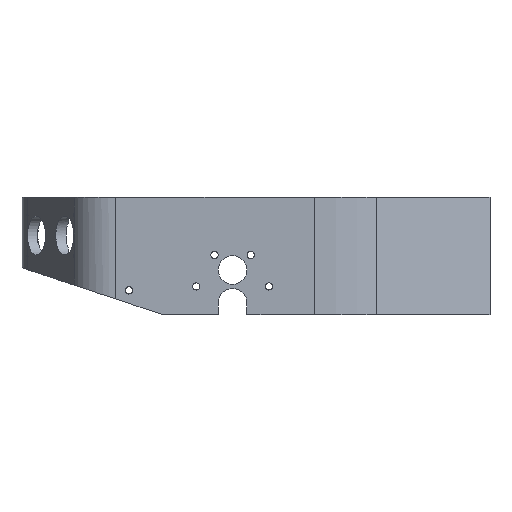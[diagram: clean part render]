
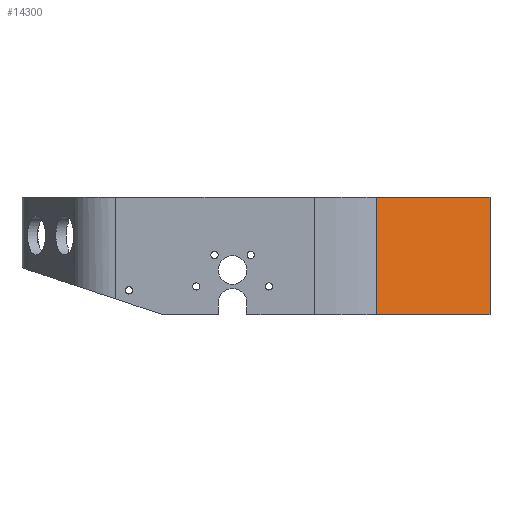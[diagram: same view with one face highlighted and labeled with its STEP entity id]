
A CAD part, left-side view. The second image highlights one B-rep face of the part: STEP entity #14300.
In plain terms, the highlighted planar face has unit normal (-0.897, -0.441, 0).
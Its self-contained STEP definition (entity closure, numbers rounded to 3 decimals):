
#1515 = PLANE('',#1516);
#1516 = AXIS2_PLACEMENT_3D('',#1517,#1518,#1519);
#1517 = CARTESIAN_POINT('',(-50.441,5.858,55.));
#1518 = DIRECTION('',(0.,0.,1.));
#1519 = DIRECTION('',(1.,0.,0.));
#5519 = VERTEX_POINT('',#5520);
#5520 = CARTESIAN_POINT('',(-93.851,-51.46,55.));
#5535 = CYLINDRICAL_SURFACE('',#5536,60.);
#5536 = AXIS2_PLACEMENT_3D('',#5537,#5538,#5539);
#5537 = CARTESIAN_POINT('',(-40.,-25.,5.));
#5538 = DIRECTION('',(-0.,-0.,-1.));
#5539 = DIRECTION('',(1.,0.,0.));
#5547 = EDGE_CURVE('',#5519,#5548,#5550,.T.);
#5548 = VERTEX_POINT('',#5549);
#5549 = CARTESIAN_POINT('',(-70.,-100.,55.));
#5550 = SURFACE_CURVE('',#5551,(#5555,#5562),.PCURVE_S1.);
#5551 = LINE('',#5552,#5553);
#5552 = CARTESIAN_POINT('',(-93.851,-51.46,55.));
#5553 = VECTOR('',#5554,1.);
#5554 = DIRECTION('',(0.441,-0.898,0.));
#5555 = PCURVE('',#1515,#5556);
#5556 = DEFINITIONAL_REPRESENTATION('',(#5557),#5561);
#5557 = LINE('',#5558,#5559);
#5558 = CARTESIAN_POINT('',(-43.409,-57.318));
#5559 = VECTOR('',#5560,1.);
#5560 = DIRECTION('',(0.441,-0.898));
#5561 = ( GEOMETRIC_REPRESENTATION_CONTEXT(2) 
PARAMETRIC_REPRESENTATION_CONTEXT() REPRESENTATION_CONTEXT('2D SPACE',''
  ) );
#5562 = PCURVE('',#5563,#5568);
#5563 = PLANE('',#5564);
#5564 = AXIS2_PLACEMENT_3D('',#5565,#5566,#5567);
#5565 = CARTESIAN_POINT('',(-93.851,-51.46,5.));
#5566 = DIRECTION('',(0.898,0.441,0.));
#5567 = DIRECTION('',(0.441,-0.898,0.));
#5568 = DEFINITIONAL_REPRESENTATION('',(#5569),#5573);
#5569 = LINE('',#5570,#5571);
#5570 = CARTESIAN_POINT('',(0.,-50.));
#5571 = VECTOR('',#5572,1.);
#5572 = DIRECTION('',(1.,0.));
#5573 = ( GEOMETRIC_REPRESENTATION_CONTEXT(2) 
PARAMETRIC_REPRESENTATION_CONTEXT() REPRESENTATION_CONTEXT('2D SPACE',''
  ) );
#5591 = PLANE('',#5592);
#5592 = AXIS2_PLACEMENT_3D('',#5593,#5594,#5595);
#5593 = CARTESIAN_POINT('',(-70.,-100.,5.));
#5594 = DIRECTION('',(0.,1.,0.));
#5595 = DIRECTION('',(1.,0.,0.));
#12677 = PLANE('',#12678);
#12678 = AXIS2_PLACEMENT_3D('',#12679,#12680,#12681);
#12679 = CARTESIAN_POINT('',(-50.441,5.858,5.));
#12680 = DIRECTION('',(0.,0.,1.));
#12681 = DIRECTION('',(1.,0.,0.));
#14150 = EDGE_CURVE('',#14151,#5548,#14153,.T.);
#14151 = VERTEX_POINT('',#14152);
#14152 = CARTESIAN_POINT('',(-70.,-100.,5.));
#14153 = SURFACE_CURVE('',#14154,(#14158,#14165),.PCURVE_S1.);
#14154 = LINE('',#14155,#14156);
#14155 = CARTESIAN_POINT('',(-70.,-100.,5.));
#14156 = VECTOR('',#14157,1.);
#14157 = DIRECTION('',(0.,0.,1.));
#14158 = PCURVE('',#5591,#14159);
#14159 = DEFINITIONAL_REPRESENTATION('',(#14160),#14164);
#14160 = LINE('',#14161,#14162);
#14161 = CARTESIAN_POINT('',(0.,0.));
#14162 = VECTOR('',#14163,1.);
#14163 = DIRECTION('',(0.,-1.));
#14164 = ( GEOMETRIC_REPRESENTATION_CONTEXT(2) 
PARAMETRIC_REPRESENTATION_CONTEXT() REPRESENTATION_CONTEXT('2D SPACE',''
  ) );
#14165 = PCURVE('',#5563,#14166);
#14166 = DEFINITIONAL_REPRESENTATION('',(#14167),#14171);
#14167 = LINE('',#14168,#14169);
#14168 = CARTESIAN_POINT('',(54.083,0.));
#14169 = VECTOR('',#14170,1.);
#14170 = DIRECTION('',(0.,-1.));
#14171 = ( GEOMETRIC_REPRESENTATION_CONTEXT(2) 
PARAMETRIC_REPRESENTATION_CONTEXT() REPRESENTATION_CONTEXT('2D SPACE',''
  ) );
#14300 = ADVANCED_FACE('',(#14301),#5563,.F.);
#14301 = FACE_BOUND('',#14302,.F.);
#14302 = EDGE_LOOP('',(#14303,#14326,#14327,#14328));
#14303 = ORIENTED_EDGE('',*,*,#14304,.T.);
#14304 = EDGE_CURVE('',#14305,#5519,#14307,.T.);
#14305 = VERTEX_POINT('',#14306);
#14306 = CARTESIAN_POINT('',(-93.851,-51.46,5.));
#14307 = SURFACE_CURVE('',#14308,(#14312,#14319),.PCURVE_S1.);
#14308 = LINE('',#14309,#14310);
#14309 = CARTESIAN_POINT('',(-93.851,-51.46,5.));
#14310 = VECTOR('',#14311,1.);
#14311 = DIRECTION('',(0.,0.,1.));
#14312 = PCURVE('',#5563,#14313);
#14313 = DEFINITIONAL_REPRESENTATION('',(#14314),#14318);
#14314 = LINE('',#14315,#14316);
#14315 = CARTESIAN_POINT('',(0.,0.));
#14316 = VECTOR('',#14317,1.);
#14317 = DIRECTION('',(0.,-1.));
#14318 = ( GEOMETRIC_REPRESENTATION_CONTEXT(2) 
PARAMETRIC_REPRESENTATION_CONTEXT() REPRESENTATION_CONTEXT('2D SPACE',''
  ) );
#14319 = PCURVE('',#5535,#14320);
#14320 = DEFINITIONAL_REPRESENTATION('',(#14321),#14325);
#14321 = LINE('',#14322,#14323);
#14322 = CARTESIAN_POINT('',(-3.598,0.));
#14323 = VECTOR('',#14324,1.);
#14324 = DIRECTION('',(-0.,-1.));
#14325 = ( GEOMETRIC_REPRESENTATION_CONTEXT(2) 
PARAMETRIC_REPRESENTATION_CONTEXT() REPRESENTATION_CONTEXT('2D SPACE',''
  ) );
#14326 = ORIENTED_EDGE('',*,*,#5547,.T.);
#14327 = ORIENTED_EDGE('',*,*,#14150,.F.);
#14328 = ORIENTED_EDGE('',*,*,#14329,.F.);
#14329 = EDGE_CURVE('',#14305,#14151,#14330,.T.);
#14330 = SURFACE_CURVE('',#14331,(#14335,#14342),.PCURVE_S1.);
#14331 = LINE('',#14332,#14333);
#14332 = CARTESIAN_POINT('',(-93.851,-51.46,5.));
#14333 = VECTOR('',#14334,1.);
#14334 = DIRECTION('',(0.441,-0.898,0.));
#14335 = PCURVE('',#5563,#14336);
#14336 = DEFINITIONAL_REPRESENTATION('',(#14337),#14341);
#14337 = LINE('',#14338,#14339);
#14338 = CARTESIAN_POINT('',(0.,0.));
#14339 = VECTOR('',#14340,1.);
#14340 = DIRECTION('',(1.,0.));
#14341 = ( GEOMETRIC_REPRESENTATION_CONTEXT(2) 
PARAMETRIC_REPRESENTATION_CONTEXT() REPRESENTATION_CONTEXT('2D SPACE',''
  ) );
#14342 = PCURVE('',#12677,#14343);
#14343 = DEFINITIONAL_REPRESENTATION('',(#14344),#14348);
#14344 = LINE('',#14345,#14346);
#14345 = CARTESIAN_POINT('',(-43.409,-57.318));
#14346 = VECTOR('',#14347,1.);
#14347 = DIRECTION('',(0.441,-0.898));
#14348 = ( GEOMETRIC_REPRESENTATION_CONTEXT(2) 
PARAMETRIC_REPRESENTATION_CONTEXT() REPRESENTATION_CONTEXT('2D SPACE',''
  ) );
